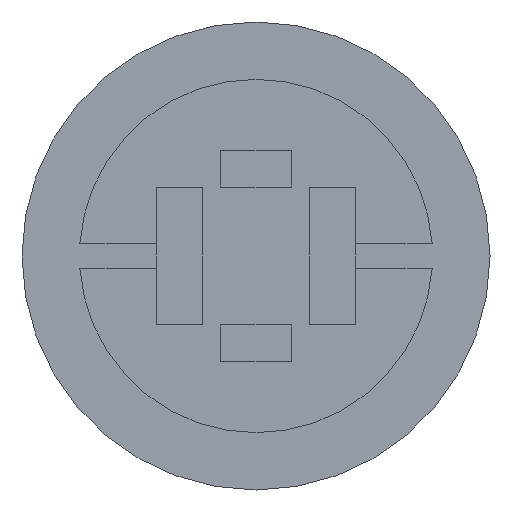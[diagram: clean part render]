
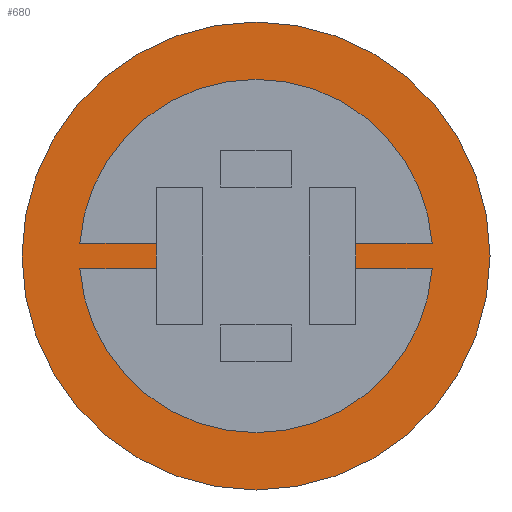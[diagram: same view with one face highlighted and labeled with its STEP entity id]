
A CAD part, front view. The second image highlights one B-rep face of the part: STEP entity #680.
In plain terms, the highlighted planar face has unit normal (0, -1, 0).
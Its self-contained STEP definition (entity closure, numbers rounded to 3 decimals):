
#24=FACE_BOUND('',#138,.T.);
#54=PLANE('',#734);
#92=FACE_OUTER_BOUND('',#137,.T.);
#137=EDGE_LOOP('',(#628));
#138=EDGE_LOOP('',(#629,#630,#631,#632,#633,#634,#635,#636));
#171=LINE('',#995,#247);
#175=LINE('',#1007,#251);
#178=LINE('',#1012,#254);
#182=LINE('',#1020,#258);
#186=LINE('',#1032,#262);
#189=LINE('',#1036,#265);
#247=VECTOR('',#803,10.);
#251=VECTOR('',#815,10.);
#254=VECTOR('',#820,10.);
#258=VECTOR('',#826,10.);
#262=VECTOR('',#838,10.);
#265=VECTOR('',#843,10.);
#296=CIRCLE('',#702,4.93);
#298=CIRCLE('',#708,4.93);
#302=CIRCLE('',#728,6.53);
#331=VERTEX_POINT('',#992);
#332=VERTEX_POINT('',#994);
#334=VERTEX_POINT('',#1000);
#336=VERTEX_POINT('',#1006);
#337=VERTEX_POINT('',#1011);
#340=VERTEX_POINT('',#1019);
#342=VERTEX_POINT('',#1025);
#344=VERTEX_POINT('',#1031);
#364=VERTEX_POINT('',#1098);
#403=EDGE_CURVE('',#332,#331,#171,.T.);
#406=EDGE_CURVE('',#334,#332,#296,.T.);
#409=EDGE_CURVE('',#336,#334,#175,.T.);
#412=EDGE_CURVE('',#337,#336,#178,.T.);
#416=EDGE_CURVE('',#340,#337,#182,.T.);
#419=EDGE_CURVE('',#342,#340,#298,.T.);
#422=EDGE_CURVE('',#344,#342,#186,.T.);
#425=EDGE_CURVE('',#331,#344,#189,.T.);
#454=EDGE_CURVE('',#364,#364,#302,.T.);
#628=ORIENTED_EDGE('',*,*,#454,.F.);
#629=ORIENTED_EDGE('',*,*,#412,.T.);
#630=ORIENTED_EDGE('',*,*,#409,.T.);
#631=ORIENTED_EDGE('',*,*,#406,.T.);
#632=ORIENTED_EDGE('',*,*,#403,.T.);
#633=ORIENTED_EDGE('',*,*,#425,.T.);
#634=ORIENTED_EDGE('',*,*,#422,.T.);
#635=ORIENTED_EDGE('',*,*,#419,.T.);
#636=ORIENTED_EDGE('',*,*,#416,.T.);
#680=ADVANCED_FACE('',(#92,#24),#54,.F.);
#702=AXIS2_PLACEMENT_3D('',#1001,#809,#810);
#708=AXIS2_PLACEMENT_3D('',#1026,#832,#833);
#728=AXIS2_PLACEMENT_3D('',#1099,#903,#904);
#734=AXIS2_PLACEMENT_3D('',#1107,#915,#916);
#803=DIRECTION('',(1.,0.,0.));
#809=DIRECTION('center_axis',(0.,1.,0.));
#810=DIRECTION('ref_axis',(1.,0.,0.));
#815=DIRECTION('',(1.,0.,0.));
#820=DIRECTION('',(0.,0.,-1.));
#826=DIRECTION('',(-1.,0.,0.));
#832=DIRECTION('center_axis',(0.,1.,0.));
#833=DIRECTION('ref_axis',(1.,0.,0.));
#838=DIRECTION('',(-1.,0.,0.));
#843=DIRECTION('',(0.,0.,1.));
#903=DIRECTION('center_axis',(0.,1.,0.));
#904=DIRECTION('ref_axis',(1.,0.,0.));
#915=DIRECTION('center_axis',(0.,1.,0.));
#916=DIRECTION('ref_axis',(1.,0.,0.));
#992=CARTESIAN_POINT('',(-2.78,0.,-0.36));
#994=CARTESIAN_POINT('',(-4.917,0.,-0.36));
#995=CARTESIAN_POINT('',(-2.458,0.,-0.36));
#1000=CARTESIAN_POINT('',(4.917,0.,-0.36));
#1001=CARTESIAN_POINT('Origin',(0.,0.,0.));
#1006=CARTESIAN_POINT('',(2.78,0.,-0.36));
#1007=CARTESIAN_POINT('',(1.39,0.,-0.36));
#1011=CARTESIAN_POINT('',(2.78,0.,0.36));
#1012=CARTESIAN_POINT('',(2.78,0.,-0.953));
#1019=CARTESIAN_POINT('',(4.917,0.,0.36));
#1020=CARTESIAN_POINT('',(2.458,0.,0.36));
#1025=CARTESIAN_POINT('',(-4.917,0.,0.36));
#1026=CARTESIAN_POINT('Origin',(0.,0.,0.));
#1031=CARTESIAN_POINT('',(-2.78,0.,0.36));
#1032=CARTESIAN_POINT('',(-1.39,0.,0.36));
#1036=CARTESIAN_POINT('',(-2.78,0.,0.953));
#1098=CARTESIAN_POINT('',(-6.53,0.,0.));
#1099=CARTESIAN_POINT('Origin',(0.,0.,0.));
#1107=CARTESIAN_POINT('Origin',(0.,0.,0.));
